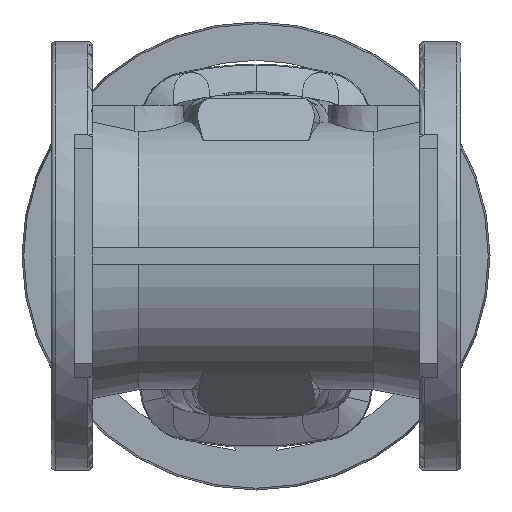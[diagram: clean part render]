
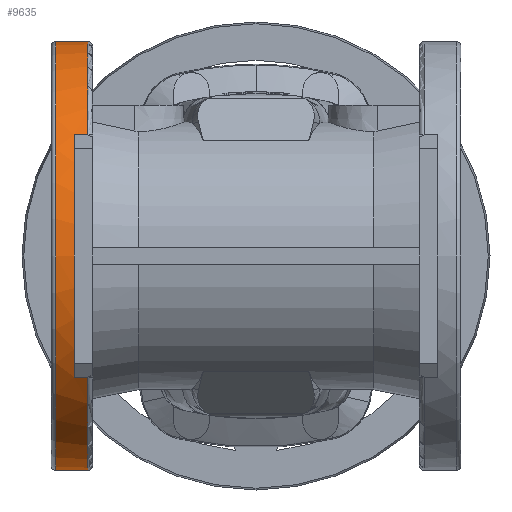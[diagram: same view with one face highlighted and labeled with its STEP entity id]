
A CAD part, front view. The second image highlights one B-rep face of the part: STEP entity #9635.
In plain terms, the highlighted cylindrical face has radius 139.7 mm (diameter 279.4 mm), a partial arc.
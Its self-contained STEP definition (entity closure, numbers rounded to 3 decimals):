
#1879 = CARTESIAN_POINT ( 'NONE',  ( -130.5, 0., -139.7 ) ) ;
#1881 = CARTESIAN_POINT ( 'NONE',  ( -130.5, 0., 139.7 ) ) ;
#1923 = CARTESIAN_POINT ( 'NONE',  ( -109.5, 0., 139.7 ) ) ;
#1924 = CARTESIAN_POINT ( 'NONE',  ( -109.5, 0., -139.7 ) ) ;
#1926 = CARTESIAN_POINT ( 'NONE',  ( -109.5, -115.299, -78.881 ) ) ;
#1930 = CARTESIAN_POINT ( 'NONE',  ( -109.5, -115.299, 78.881 ) ) ;
#1931 = CARTESIAN_POINT ( 'NONE',  ( -118.5, -115.299, -78.881 ) ) ;
#1934 = CARTESIAN_POINT ( 'NONE',  ( -118.5, -139.7, 0. ) ) ;
#1935 = CARTESIAN_POINT ( 'NONE',  ( -118.5, -115.299, 78.881 ) ) ;
#2140 = CARTESIAN_POINT ( 'NONE',  ( -118.5, 0., 0. ) ) ;
#2141 = DIRECTION ( 'NONE',  ( -1., 0., 0. ) ) ;
#2142 = DIRECTION ( 'NONE',  ( 0., 0., 1. ) ) ;
#2220 = CIRCLE ( 'NONE', #17111, 139.7 ) ;
#2244 = LINE ( 'NONE', #2945, #2252 ) ;
#2249 = LINE ( 'NONE', #2946, #2254 ) ;
#2252 = VECTOR ( 'NONE', #2953, 1000. ) ;
#2254 = VECTOR ( 'NONE', #2955, 1000. ) ;
#2261 = CIRCLE ( 'NONE', #17128, 139.7 ) ;
#2263 = CIRCLE ( 'NONE', #17132, 139.7 ) ;
#2264 = CIRCLE ( 'NONE', #17130, 139.7 ) ;
#2298 = LINE ( 'NONE', #3219, #2301 ) ;
#2300 = LINE ( 'NONE', #3236, #2303 ) ;
#2301 = VECTOR ( 'NONE', #3228, 1000. ) ;
#2303 = VECTOR ( 'NONE', #3237, 1000. ) ;
#2337 = CIRCLE ( 'NONE', #17154, 139.7 ) ;
#2945 = CARTESIAN_POINT ( 'NONE',  ( 1000., 0., 139.7 ) ) ;
#2946 = CARTESIAN_POINT ( 'NONE',  ( -118.5, -115.299, -78.881 ) ) ;
#2953 = DIRECTION ( 'NONE',  ( 1., 0., 0. ) ) ;
#2955 = DIRECTION ( 'NONE',  ( 1., 0., 0. ) ) ;
#3043 = CARTESIAN_POINT ( 'NONE',  ( -109.5, 0., 0. ) ) ;
#3044 = DIRECTION ( 'NONE',  ( -1., 0., 0. ) ) ;
#3045 = DIRECTION ( 'NONE',  ( 0., 0., 1. ) ) ;
#3082 = CARTESIAN_POINT ( 'NONE',  ( -109.5, 0., 0. ) ) ;
#3083 = DIRECTION ( 'NONE',  ( -1., 0., 0. ) ) ;
#3084 = DIRECTION ( 'NONE',  ( 0., 0., 1. ) ) ;
#3091 = CARTESIAN_POINT ( 'NONE',  ( -118.5, 0., 0. ) ) ;
#3092 = DIRECTION ( 'NONE',  ( -1., 0., 0. ) ) ;
#3093 = DIRECTION ( 'NONE',  ( 0., 0., 1. ) ) ;
#3219 = CARTESIAN_POINT ( 'NONE',  ( 1000., 0., -139.7 ) ) ;
#3228 = DIRECTION ( 'NONE',  ( 1., 0., 0. ) ) ;
#3236 = CARTESIAN_POINT ( 'NONE',  ( -118.5, -115.299, 78.881 ) ) ;
#3237 = DIRECTION ( 'NONE',  ( 1., 0., 0. ) ) ;
#3424 = CARTESIAN_POINT ( 'NONE',  ( -130.5, 0., 0. ) ) ;
#3425 = DIRECTION ( 'NONE',  ( 1., 0., 0. ) ) ;
#3426 = DIRECTION ( 'NONE',  ( 0., 0., -1. ) ) ;
#8444 = DIRECTION ( 'NONE',  ( 0., 0., 1. ) ) ;
#8446 = DIRECTION ( 'NONE',  ( 1., 0., 0. ) ) ;
#8448 = CARTESIAN_POINT ( 'NONE',  ( 1000., 0., 0. ) ) ;
#9635 = ADVANCED_FACE ( 'NONE', ( #15284 ), #15283, .T. ) ;
#9987 = ORIENTED_EDGE ( 'NONE', *, *, #20482, .T. ) ;
#9988 = ORIENTED_EDGE ( 'NONE', *, *, #20444, .T. ) ;
#9989 = ORIENTED_EDGE ( 'NONE', *, *, #20404, .T. ) ;
#9990 = ORIENTED_EDGE ( 'NONE', *, *, #20393, .F. ) ;
#9991 = ORIENTED_EDGE ( 'NONE', *, *, #20411, .T. ) ;
#9993 = ORIENTED_EDGE ( 'NONE', *, *, #20373, .T. ) ;
#9994 = ORIENTED_EDGE ( 'NONE', *, *, #20445, .T. ) ;
#9995 = ORIENTED_EDGE ( 'NONE', *, *, #20409, .T. ) ;
#9996 = ORIENTED_EDGE ( 'NONE', *, *, #20392, .F. ) ;
#15283 = CYLINDRICAL_SURFACE ( 'NONE', #17841, 139.7 ) ;
#15284 = FACE_OUTER_BOUND ( 'NONE', #21782, .T. ) ;
#17111 = AXIS2_PLACEMENT_3D ( 'NONE', #2140, #2141, #2142 ) ;
#17128 = AXIS2_PLACEMENT_3D ( 'NONE', #3043, #3044, #3045 ) ;
#17130 = AXIS2_PLACEMENT_3D ( 'NONE', #3082, #3083, #3084 ) ;
#17132 = AXIS2_PLACEMENT_3D ( 'NONE', #3091, #3092, #3093 ) ;
#17154 = AXIS2_PLACEMENT_3D ( 'NONE', #3424, #3425, #3426 ) ;
#17841 = AXIS2_PLACEMENT_3D ( 'NONE', #8448, #8446, #8444 ) ;
#19003 = VERTEX_POINT ( 'NONE', #1879 ) ;
#19005 = VERTEX_POINT ( 'NONE', #1881 ) ;
#19047 = VERTEX_POINT ( 'NONE', #1923 ) ;
#19048 = VERTEX_POINT ( 'NONE', #1924 ) ;
#19050 = VERTEX_POINT ( 'NONE', #1926 ) ;
#19054 = VERTEX_POINT ( 'NONE', #1930 ) ;
#19055 = VERTEX_POINT ( 'NONE', #1931 ) ;
#19058 = VERTEX_POINT ( 'NONE', #1934 ) ;
#19059 = VERTEX_POINT ( 'NONE', #1935 ) ;
#20373 = EDGE_CURVE ( 'NONE', #19058, #19059, #2220, .T. ) ;
#20392 = EDGE_CURVE ( 'NONE', #19005, #19047, #2244, .T. ) ;
#20393 = EDGE_CURVE ( 'NONE', #19055, #19050, #2249, .T. ) ;
#20404 = EDGE_CURVE ( 'NONE', #19048, #19050, #2261, .T. ) ;
#20409 = EDGE_CURVE ( 'NONE', #19054, #19047, #2264, .T. ) ;
#20411 = EDGE_CURVE ( 'NONE', #19055, #19058, #2263, .T. ) ;
#20444 = EDGE_CURVE ( 'NONE', #19003, #19048, #2298, .T. ) ;
#20445 = EDGE_CURVE ( 'NONE', #19059, #19054, #2300, .T. ) ;
#20482 = EDGE_CURVE ( 'NONE', #19005, #19003, #2337, .T. ) ;
#21782 = EDGE_LOOP ( 'NONE', ( #9987, #9988, #9989, #9990, #9991, #9993, #9994, #9995, #9996 ) ) ;
